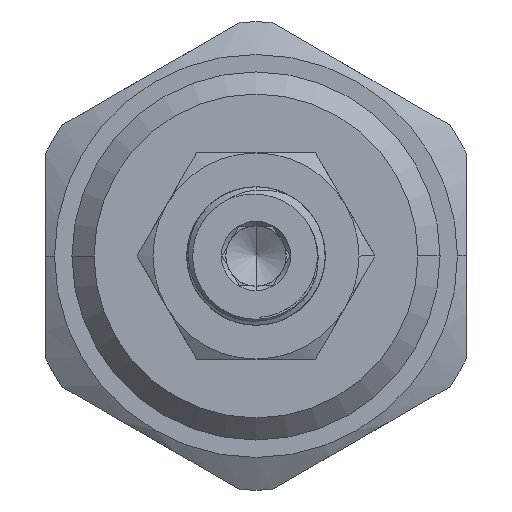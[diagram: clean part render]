
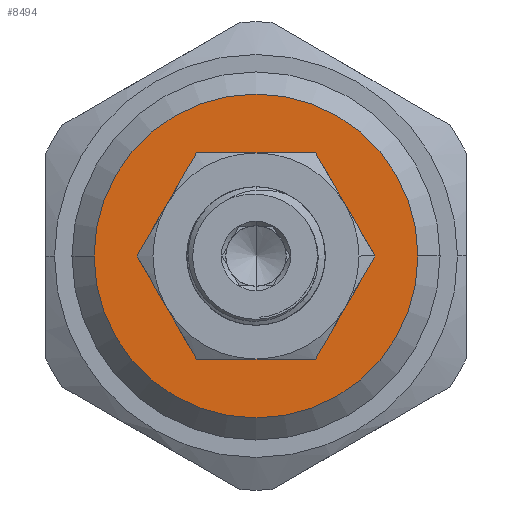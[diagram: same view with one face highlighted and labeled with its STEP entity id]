
A CAD part, left-side view. The second image highlights one B-rep face of the part: STEP entity #8494.
In plain terms, the highlighted planar face has unit normal (-1, 0, 0).
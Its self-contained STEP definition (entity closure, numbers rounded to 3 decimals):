
#4259 = CIRCLE ( 'NONE', #8394, 7. ) ;
#4286 = CIRCLE ( 'NONE', #8391, 7. ) ;
#4297 = CIRCLE ( 'NONE', #8407, 7. ) ;
#4322 = CIRCLE ( 'NONE', #8406, 7. ) ;
#4364 = CIRCLE ( 'NONE', #7147, 7. ) ;
#4377 = CIRCLE ( 'NONE', #8430, 11. ) ;
#4460 = CIRCLE ( 'NONE', #8415, 7. ) ;
#4477 = CIRCLE ( 'NONE', #8483, 7. ) ;
#4718 = VERTEX_POINT ( 'NONE', #11333 ) ;
#4734 = VERTEX_POINT ( 'NONE', #11291 ) ;
#4755 = VERTEX_POINT ( 'NONE', #11577 ) ;
#4880 = VERTEX_POINT ( 'NONE', #6289 ) ;
#5038 = VERTEX_POINT ( 'NONE', #6416 ) ;
#5130 = VERTEX_POINT ( 'NONE', #6241 ) ;
#5179 = VERTEX_POINT ( 'NONE', #6390 ) ;
#5188 = VERTEX_POINT ( 'NONE', #6347 ) ;
#5471 = EDGE_LOOP ( 'NONE', ( #7885, #7479 ) ) ;
#5627 = VERTEX_POINT ( 'NONE', #6034 ) ;
#6034 = CARTESIAN_POINT ( 'NONE',  ( 0., -11., 0. ) ) ;
#6241 = CARTESIAN_POINT ( 'NONE',  ( 0., 7., 0. ) ) ;
#6289 = CARTESIAN_POINT ( 'NONE',  ( 0., 11., 0. ) ) ;
#6347 = CARTESIAN_POINT ( 'NONE',  ( 0., -6.062, -3.5 ) ) ;
#6390 = CARTESIAN_POINT ( 'NONE',  ( 0., 6.062, 3.5 ) ) ;
#6416 = CARTESIAN_POINT ( 'NONE',  ( 0., 0., -7. ) ) ;
#6461 = EDGE_CURVE ( 'NONE', #5627, #4880, #9293, .T. ) ;
#6612 = FACE_BOUND ( 'NONE', #7502, .T. ) ;
#6685 = FACE_OUTER_BOUND ( 'NONE', #5471, .T. ) ;
#6938 = EDGE_CURVE ( 'NONE', #5179, #5130, #4364, .T. ) ;
#7147 = AXIS2_PLACEMENT_3D ( 'NONE', #11990, #11927, #12126 ) ;
#7369 = ORIENTED_EDGE ( 'NONE', *, *, #6938, .F. ) ;
#7439 = ORIENTED_EDGE ( 'NONE', *, *, #8079, .F. ) ;
#7464 = ORIENTED_EDGE ( 'NONE', *, *, #7953, .F. ) ;
#7479 = ORIENTED_EDGE ( 'NONE', *, *, #6461, .T. ) ;
#7484 = ORIENTED_EDGE ( 'NONE', *, *, #7922, .F. ) ;
#7502 = EDGE_LOOP ( 'NONE', ( #7841, #7439, #9065, #7664, #7484, #7369, #7464 ) ) ;
#7664 = ORIENTED_EDGE ( 'NONE', *, *, #7941, .F. ) ;
#7841 = ORIENTED_EDGE ( 'NONE', *, *, #7940, .F. ) ;
#7885 = ORIENTED_EDGE ( 'NONE', *, *, #7977, .T. ) ;
#7892 = AXIS2_PLACEMENT_3D ( 'NONE', #8338, #8322, #8200 ) ;
#7922 = EDGE_CURVE ( 'NONE', #5130, #4734, #4286, .T. ) ;
#7924 = EDGE_CURVE ( 'NONE', #5188, #5038, #4259, .T. ) ;
#7940 = EDGE_CURVE ( 'NONE', #4755, #4718, #4322, .T. ) ;
#7941 = EDGE_CURVE ( 'NONE', #4734, #5038, #4297, .T. ) ;
#7953 = EDGE_CURVE ( 'NONE', #4718, #5179, #4460, .T. ) ;
#7977 = EDGE_CURVE ( 'NONE', #4880, #5627, #4377, .T. ) ;
#8079 = EDGE_CURVE ( 'NONE', #5188, #4755, #4477, .T. ) ;
#8200 = DIRECTION ( 'NONE',  ( 0., -1., 0. ) ) ;
#8322 = DIRECTION ( 'NONE',  ( -1., 0., 0. ) ) ;
#8338 = CARTESIAN_POINT ( 'NONE',  ( 0., 0., 0. ) ) ;
#8391 = AXIS2_PLACEMENT_3D ( 'NONE', #10655, #10657, #10908 ) ;
#8394 = AXIS2_PLACEMENT_3D ( 'NONE', #10837, #10733, #10890 ) ;
#8406 = AXIS2_PLACEMENT_3D ( 'NONE', #10797, #10983, #10856 ) ;
#8407 = AXIS2_PLACEMENT_3D ( 'NONE', #10792, #11006, #10656 ) ;
#8415 = AXIS2_PLACEMENT_3D ( 'NONE', #11344, #11591, #10598 ) ;
#8430 = AXIS2_PLACEMENT_3D ( 'NONE', #11091, #11090, #11116 ) ;
#8483 = AXIS2_PLACEMENT_3D ( 'NONE', #9210, #9748, #9661 ) ;
#8494 = ADVANCED_FACE ( 'NONE', ( #6612, #6685 ), #9421, .T. ) ;
#8557 = AXIS2_PLACEMENT_3D ( 'NONE', #9407, #9408, #9489 ) ;
#9065 = ORIENTED_EDGE ( 'NONE', *, *, #7924, .T. ) ;
#9210 = CARTESIAN_POINT ( 'NONE',  ( 0., 0., 0. ) ) ;
#9293 = CIRCLE ( 'NONE', #7892, 11. ) ;
#9407 = CARTESIAN_POINT ( 'NONE',  ( 0., 0., 0. ) ) ;
#9408 = DIRECTION ( 'NONE',  ( -1., 0., 0. ) ) ;
#9421 = PLANE ( 'NONE',  #8557 ) ;
#9489 = DIRECTION ( 'NONE',  ( 0., -1., 0. ) ) ;
#9661 = DIRECTION ( 'NONE',  ( 0., -1., 0. ) ) ;
#9748 = DIRECTION ( 'NONE',  ( -1., 0., 0. ) ) ;
#10598 = DIRECTION ( 'NONE',  ( 0., -1., 0. ) ) ;
#10655 = CARTESIAN_POINT ( 'NONE',  ( 0., 0., 0. ) ) ;
#10656 = DIRECTION ( 'NONE',  ( 0., -1., 0. ) ) ;
#10657 = DIRECTION ( 'NONE',  ( -1., 0., 0. ) ) ;
#10733 = DIRECTION ( 'NONE',  ( 1., 0., 0. ) ) ;
#10792 = CARTESIAN_POINT ( 'NONE',  ( 0., 0., 0. ) ) ;
#10797 = CARTESIAN_POINT ( 'NONE',  ( 0., 0., 0. ) ) ;
#10837 = CARTESIAN_POINT ( 'NONE',  ( 0., 0., 0. ) ) ;
#10856 = DIRECTION ( 'NONE',  ( 0., -1., 0. ) ) ;
#10890 = DIRECTION ( 'NONE',  ( 0., -1., 0. ) ) ;
#10908 = DIRECTION ( 'NONE',  ( 0., -1., 0. ) ) ;
#10983 = DIRECTION ( 'NONE',  ( -1., 0., 0. ) ) ;
#11006 = DIRECTION ( 'NONE',  ( -1., 0., 0. ) ) ;
#11090 = DIRECTION ( 'NONE',  ( -1., 0., 0. ) ) ;
#11091 = CARTESIAN_POINT ( 'NONE',  ( 0., 0., 0. ) ) ;
#11116 = DIRECTION ( 'NONE',  ( 0., -1., 0. ) ) ;
#11291 = CARTESIAN_POINT ( 'NONE',  ( 0., 6.062, -3.5 ) ) ;
#11333 = CARTESIAN_POINT ( 'NONE',  ( 0., 0., 7. ) ) ;
#11344 = CARTESIAN_POINT ( 'NONE',  ( 0., 0., 0. ) ) ;
#11577 = CARTESIAN_POINT ( 'NONE',  ( 0., -6.062, 3.5 ) ) ;
#11591 = DIRECTION ( 'NONE',  ( -1., 0., 0. ) ) ;
#11927 = DIRECTION ( 'NONE',  ( -1., 0., 0. ) ) ;
#11990 = CARTESIAN_POINT ( 'NONE',  ( 0., 0., 0. ) ) ;
#12126 = DIRECTION ( 'NONE',  ( 0., -1., 0. ) ) ;
